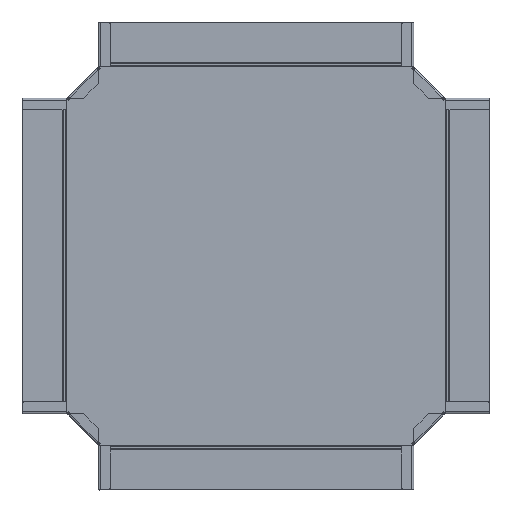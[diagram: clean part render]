
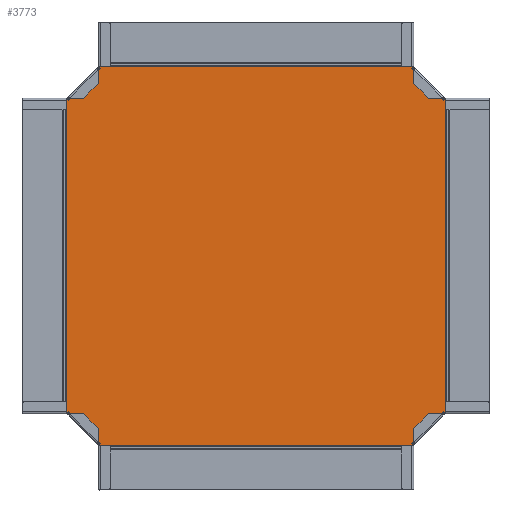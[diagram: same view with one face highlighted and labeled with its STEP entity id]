
A CAD part, top view. The second image highlights one B-rep face of the part: STEP entity #3773.
In plain terms, the highlighted planar face has unit normal (0, 0, 1).
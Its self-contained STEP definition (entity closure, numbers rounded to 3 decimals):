
#2710=DIRECTION('',(-0.707,0.707,0.));
#2711=VECTOR('',#2710,57.631);
#2712=CARTESIAN_POINT('',(240.752,200.,0.));
#2713=LINE('',#2712,#2711);
#2714=DIRECTION('',(-1.,0.,0.));
#2715=VECTOR('',#2714,2.);
#2716=CARTESIAN_POINT('',(242.752,200.,0.));
#2717=LINE('',#2716,#2715);
#2718=DIRECTION('',(0.707,0.707,0.));
#2719=VECTOR('',#2718,57.631);
#2720=CARTESIAN_POINT('',(200.,-240.752,0.));
#2721=LINE('',#2720,#2719);
#2722=DIRECTION('',(0.,1.,0.));
#2723=VECTOR('',#2722,2.);
#2724=CARTESIAN_POINT('',(200.,-242.752,0.));
#2725=LINE('',#2724,#2723);
#2726=DIRECTION('',(0.707,-0.707,0.));
#2727=VECTOR('',#2726,57.631);
#2728=CARTESIAN_POINT('',(-240.752,-200.,0.));
#2729=LINE('',#2728,#2727);
#2730=DIRECTION('',(1.,0.,0.));
#2731=VECTOR('',#2730,2.);
#2732=CARTESIAN_POINT('',(-242.752,-200.,0.));
#2733=LINE('',#2732,#2731);
#2734=DIRECTION('',(-0.707,-0.707,0.));
#2735=VECTOR('',#2734,57.631);
#2736=CARTESIAN_POINT('',(-200.,240.752,0.));
#2737=LINE('',#2736,#2735);
#2738=DIRECTION('',(0.,-1.,0.));
#2739=VECTOR('',#2738,2.);
#2740=CARTESIAN_POINT('',(-200.,242.752,0.));
#2741=LINE('',#2740,#2739);
#2790=DIRECTION('',(-1.,0.,0.));
#2791=VECTOR('',#2790,2.);
#2792=CARTESIAN_POINT('',(242.752,-200.,0.));
#2793=LINE('',#2792,#2791);
#2794=DIRECTION('',(0.,-1.,0.));
#2795=VECTOR('',#2794,400.);
#2796=CARTESIAN_POINT('',(242.752,200.,0.));
#2797=LINE('',#2796,#2795);
#2924=DIRECTION('',(0.,-1.,0.));
#2925=VECTOR('',#2924,2.);
#2926=CARTESIAN_POINT('',(200.,242.752,0.));
#2927=LINE('',#2926,#2925);
#2946=DIRECTION('',(1.,0.,0.));
#2947=VECTOR('',#2946,400.);
#2948=CARTESIAN_POINT('',(-200.,242.752,0.));
#2949=LINE('',#2948,#2947);
#2984=DIRECTION('',(1.,0.,0.));
#2985=VECTOR('',#2984,2.);
#2986=CARTESIAN_POINT('',(-242.752,200.,0.));
#2987=LINE('',#2986,#2985);
#3002=DIRECTION('',(0.,1.,0.));
#3003=VECTOR('',#3002,400.);
#3004=CARTESIAN_POINT('',(-242.752,-200.,0.));
#3005=LINE('',#3004,#3003);
#3243=DIRECTION('',(-1.,0.,0.));
#3244=VECTOR('',#3243,400.);
#3245=CARTESIAN_POINT('',(200.,-242.752,0.));
#3246=LINE('',#3245,#3244);
#3265=DIRECTION('',(0.,1.,0.));
#3266=VECTOR('',#3265,2.);
#3267=CARTESIAN_POINT('',(-200.,-242.752,0.));
#3268=LINE('',#3267,#3266);
#3453=CARTESIAN_POINT('',(242.752,200.,0.));
#3455=VERTEX_POINT('',#3453);
#3464=CARTESIAN_POINT('',(240.752,200.,0.));
#3466=VERTEX_POINT('',#3464);
#3479=CARTESIAN_POINT('',(242.752,-200.,0.));
#3480=VERTEX_POINT('',#3479);
#3483=CARTESIAN_POINT('',(200.,-242.752,0.));
#3484=CARTESIAN_POINT('',(200.,-240.752,0.));
#3485=VERTEX_POINT('',#3483);
#3486=VERTEX_POINT('',#3484);
#3487=CARTESIAN_POINT('',(-200.,242.752,0.));
#3488=CARTESIAN_POINT('',(200.,242.752,0.));
#3489=VERTEX_POINT('',#3487);
#3490=VERTEX_POINT('',#3488);
#3491=CARTESIAN_POINT('',(-242.752,-200.,0.));
#3492=CARTESIAN_POINT('',(-240.752,-200.,0.));
#3493=VERTEX_POINT('',#3491);
#3494=VERTEX_POINT('',#3492);
#3495=CARTESIAN_POINT('',(-242.752,200.,0.));
#3496=CARTESIAN_POINT('',(-240.752,200.,0.));
#3497=VERTEX_POINT('',#3495);
#3498=VERTEX_POINT('',#3496);
#3499=CARTESIAN_POINT('',(-200.,240.752,0.));
#3500=VERTEX_POINT('',#3499);
#3501=CARTESIAN_POINT('',(200.,240.752,0.));
#3502=VERTEX_POINT('',#3501);
#3607=CARTESIAN_POINT('',(-200.,-240.752,0.));
#3608=VERTEX_POINT('',#3607);
#3609=CARTESIAN_POINT('',(-200.,-242.752,0.));
#3610=VERTEX_POINT('',#3609);
#3611=CARTESIAN_POINT('',(240.752,-200.,0.));
#3612=VERTEX_POINT('',#3611);
#3737=CARTESIAN_POINT('',(0.,-200.,0.));
#3738=DIRECTION('',(0.,0.,1.));
#3739=DIRECTION('',(1.,0.,0.));
#3740=AXIS2_PLACEMENT_3D('',#3737,#3738,#3739);
#3741=PLANE('',#3740);
#3743=ORIENTED_EDGE('',*,*,#3742,.F.);
#3745=ORIENTED_EDGE('',*,*,#3744,.F.);
#3747=ORIENTED_EDGE('',*,*,#3746,.T.);
#3749=ORIENTED_EDGE('',*,*,#3748,.T.);
#3750=ORIENTED_EDGE('',*,*,#3716,.F.);
#3751=ORIENTED_EDGE('',*,*,#3728,.F.);
#3753=ORIENTED_EDGE('',*,*,#3752,.T.);
#3755=ORIENTED_EDGE('',*,*,#3754,.T.);
#3757=ORIENTED_EDGE('',*,*,#3756,.F.);
#3758=ORIENTED_EDGE('',*,*,#3662,.F.);
#3760=ORIENTED_EDGE('',*,*,#3759,.T.);
#3762=ORIENTED_EDGE('',*,*,#3761,.T.);
#3764=ORIENTED_EDGE('',*,*,#3763,.F.);
#3766=ORIENTED_EDGE('',*,*,#3765,.F.);
#3768=ORIENTED_EDGE('',*,*,#3767,.T.);
#3770=ORIENTED_EDGE('',*,*,#3769,.T.);
#3771=EDGE_LOOP('',(#3743,#3745,#3747,#3749,#3750,#3751,#3753,#3755,#3757,#3758,
#3760,#3762,#3764,#3766,#3768,#3770));
#3772=FACE_OUTER_BOUND('',#3771,.F.);
#3773=ADVANCED_FACE('',(#3772),#3741,.T.);
#3662=EDGE_CURVE('',#3493,#3494,#2733,.T.);
#3716=EDGE_CURVE('',#3486,#3612,#2721,.T.);
#3728=EDGE_CURVE('',#3485,#3486,#2725,.T.);
#3742=EDGE_CURVE('',#3466,#3502,#2713,.T.);
#3744=EDGE_CURVE('',#3455,#3466,#2717,.T.);
#3746=EDGE_CURVE('',#3455,#3480,#2797,.T.);
#3748=EDGE_CURVE('',#3480,#3612,#2793,.T.);
#3752=EDGE_CURVE('',#3485,#3610,#3246,.T.);
#3754=EDGE_CURVE('',#3610,#3608,#3268,.T.);
#3756=EDGE_CURVE('',#3494,#3608,#2729,.T.);
#3759=EDGE_CURVE('',#3493,#3497,#3005,.T.);
#3761=EDGE_CURVE('',#3497,#3498,#2987,.T.);
#3763=EDGE_CURVE('',#3500,#3498,#2737,.T.);
#3765=EDGE_CURVE('',#3489,#3500,#2741,.T.);
#3767=EDGE_CURVE('',#3489,#3490,#2949,.T.);
#3769=EDGE_CURVE('',#3490,#3502,#2927,.T.);
